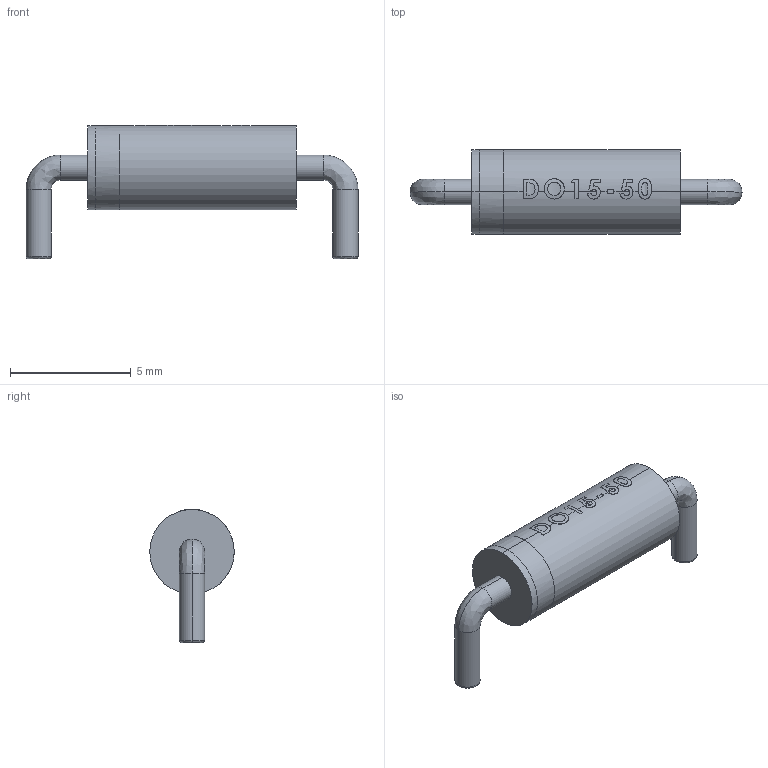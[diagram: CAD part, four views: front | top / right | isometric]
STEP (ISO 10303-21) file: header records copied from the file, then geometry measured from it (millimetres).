
FILE_DESCRIPTION (( 'STEP AP214' ), '1' );
FILE_NAME ('User Library-DO-15-50.STEP', '2017-12-03T07:50:33', ( '' ), ( '' ), 'SwSTEP 2.0', 'SolidWorks 2017', '' );
FILE_SCHEMA (( 'AUTOMOTIVE_DESIGN' ));
Length unit declared in the file: millimetre
Products named in the file (1): User Library-DO-15-50
Bounding box: 13.75 x 3.5 x 5.53 mm (x, y, z)
Volume: 92.3 mm3; surface area: 149.7 mm2
Topology: 1 solids, 1 shells, 108 faces, 284 edges, 184 vertices
Faces by surface type: bspline 48, plane 36, cylinder 24
Entity records: 6506 total; most frequent: CARTESIAN_POINT 2951, ORIENTED_EDGE 568, DIRECTION 353, EDGE_CURVE 284, VERTEX_POINT 184, LINE 121, VECTOR 121, AXIS2_PLACEMENT_3D 116
